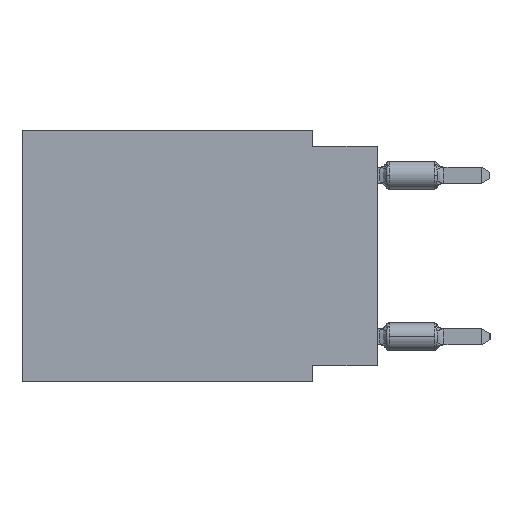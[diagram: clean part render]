
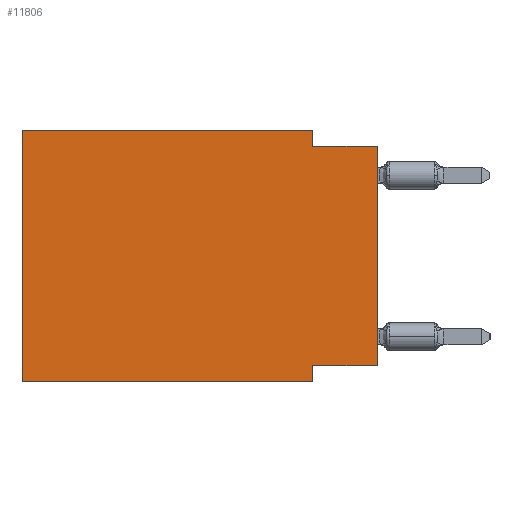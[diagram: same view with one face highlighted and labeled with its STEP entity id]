
A CAD part, left-side view. The second image highlights one B-rep face of the part: STEP entity #11806.
In plain terms, the highlighted planar face has unit normal (-1, 0, 0).
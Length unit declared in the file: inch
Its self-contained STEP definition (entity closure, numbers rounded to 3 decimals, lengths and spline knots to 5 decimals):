
#249 = CARTESIAN_POINT ( 'NONE',  ( 0., 0., -0.025 ) ) ;
#1068 = CARTESIAN_POINT ( 'NONE',  ( 0., 0.55, -0.39 ) ) ;
#1568 = CARTESIAN_POINT ( 'NONE',  ( 0., 0.55, 0. ) ) ;
#2093 = VERTEX_POINT ( 'NONE', #8984 ) ;
#2430 = VERTEX_POINT ( 'NONE', #1068 ) ;
#2794 = VERTEX_POINT ( 'NONE', #18022 ) ;
#2804 = DIRECTION ( 'NONE',  ( 0., -1., 0. ) ) ;
#2809 = DIRECTION ( 'NONE',  ( 0., -1., 0. ) ) ;
#3073 = AXIS2_PLACEMENT_3D ( 'NONE', #1568, #14026, #6934 ) ;
#3160 = VECTOR ( 'NONE', #24055, 39.37008 ) ;
#3624 = LINE ( 'NONE', #11075, #3160 ) ;
#3879 = VECTOR ( 'NONE', #8486, 39.37008 ) ;
#4118 = ORIENTED_EDGE ( 'NONE', *, *, #22832, .F. ) ;
#4179 = CARTESIAN_POINT ( 'NONE',  ( 0., 0.55, -0.39 ) ) ;
#4433 = CARTESIAN_POINT ( 'NONE',  ( 0., 0.55, 0. ) ) ;
#4897 = ORIENTED_EDGE ( 'NONE', *, *, #10610, .F. ) ;
#5150 = CARTESIAN_POINT ( 'NONE',  ( 0., 0.55, 0. ) ) ;
#5469 = CARTESIAN_POINT ( 'NONE',  ( 0., 0.1, 0. ) ) ;
#5495 = VECTOR ( 'NONE', #15726, 39.37008 ) ;
#6270 = LINE ( 'NONE', #4433, #21872 ) ;
#6652 = LINE ( 'NONE', #23807, #3879 ) ;
#6934 = DIRECTION ( 'NONE',  ( 0., 0., -1. ) ) ;
#7685 = ORIENTED_EDGE ( 'NONE', *, *, #15360, .T. ) ;
#8268 = CARTESIAN_POINT ( 'NONE',  ( 0., 0.1, -0.39 ) ) ;
#8486 = DIRECTION ( 'NONE',  ( 0., 0., 1. ) ) ;
#8525 = FACE_OUTER_BOUND ( 'NONE', #20251, .T. ) ;
#8984 = CARTESIAN_POINT ( 'NONE',  ( 0., 0.1, -0.025 ) ) ;
#9145 = ORIENTED_EDGE ( 'NONE', *, *, #12253, .T. ) ;
#10610 = EDGE_CURVE ( 'NONE', #12773, #2093, #14778, .T. ) ;
#11075 = CARTESIAN_POINT ( 'NONE',  ( 0., 0., -0.365 ) ) ;
#11094 = ORIENTED_EDGE ( 'NONE', *, *, #22282, .F. ) ;
#11806 = ADVANCED_FACE ( 'NONE', ( #8525 ), #23598, .F. ) ;
#12253 = EDGE_CURVE ( 'NONE', #2794, #15742, #6652, .T. ) ;
#12560 = EDGE_CURVE ( 'NONE', #2430, #19155, #6270, .T. ) ;
#12773 = VERTEX_POINT ( 'NONE', #22409 ) ;
#12884 = CARTESIAN_POINT ( 'NONE',  ( 0., 0.1, -0.39 ) ) ;
#12955 = CARTESIAN_POINT ( 'NONE',  ( 0., 0.1, -0.365 ) ) ;
#13351 = LINE ( 'NONE', #4179, #23120 ) ;
#13707 = VECTOR ( 'NONE', #2809, 39.37008 ) ;
#13730 = DIRECTION ( 'NONE',  ( 0., 0., 1. ) ) ;
#13776 = LINE ( 'NONE', #8268, #5495 ) ;
#14026 = DIRECTION ( 'NONE',  ( 1., 0., 0. ) ) ;
#14750 = EDGE_CURVE ( 'NONE', #18012, #23888, #13776, .T. ) ;
#14778 = LINE ( 'NONE', #5469, #17163 ) ;
#15360 = EDGE_CURVE ( 'NONE', #2430, #23888, #13351, .T. ) ;
#15726 = DIRECTION ( 'NONE',  ( 0., 0., -1. ) ) ;
#15742 = VERTEX_POINT ( 'NONE', #249 ) ;
#16691 = VECTOR ( 'NONE', #2804, 39.37008 ) ;
#17100 = EDGE_CURVE ( 'NONE', #2093, #15742, #19706, .T. ) ;
#17163 = VECTOR ( 'NONE', #23109, 39.37008 ) ;
#17503 = LINE ( 'NONE', #19342, #13707 ) ;
#17739 = CARTESIAN_POINT ( 'NONE',  ( 0., 0., -0.025 ) ) ;
#18012 = VERTEX_POINT ( 'NONE', #12955 ) ;
#18022 = CARTESIAN_POINT ( 'NONE',  ( 0., 0., -0.365 ) ) ;
#19155 = VERTEX_POINT ( 'NONE', #5150 ) ;
#19342 = CARTESIAN_POINT ( 'NONE',  ( 0., 0.55, 0. ) ) ;
#19706 = LINE ( 'NONE', #17739, #16691 ) ;
#20251 = EDGE_LOOP ( 'NONE', ( #9145, #22632, #4897, #4118, #23258, #7685, #20484, #11094 ) ) ;
#20461 = DIRECTION ( 'NONE',  ( 0., -1., 0. ) ) ;
#20484 = ORIENTED_EDGE ( 'NONE', *, *, #14750, .F. ) ;
#21872 = VECTOR ( 'NONE', #13730, 39.37008 ) ;
#22282 = EDGE_CURVE ( 'NONE', #2794, #18012, #3624, .T. ) ;
#22409 = CARTESIAN_POINT ( 'NONE',  ( 0., 0.1, 0. ) ) ;
#22632 = ORIENTED_EDGE ( 'NONE', *, *, #17100, .F. ) ;
#22832 = EDGE_CURVE ( 'NONE', #19155, #12773, #17503, .T. ) ;
#23109 = DIRECTION ( 'NONE',  ( 0., 0., -1. ) ) ;
#23120 = VECTOR ( 'NONE', #20461, 39.37008 ) ;
#23258 = ORIENTED_EDGE ( 'NONE', *, *, #12560, .F. ) ;
#23598 = PLANE ( 'NONE',  #3073 ) ;
#23807 = CARTESIAN_POINT ( 'NONE',  ( 0., 0., 0. ) ) ;
#23888 = VERTEX_POINT ( 'NONE', #12884 ) ;
#24055 = DIRECTION ( 'NONE',  ( 0., 1., 0. ) ) ;
